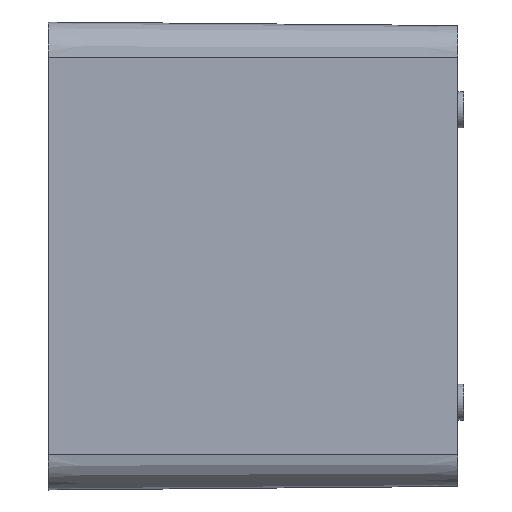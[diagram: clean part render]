
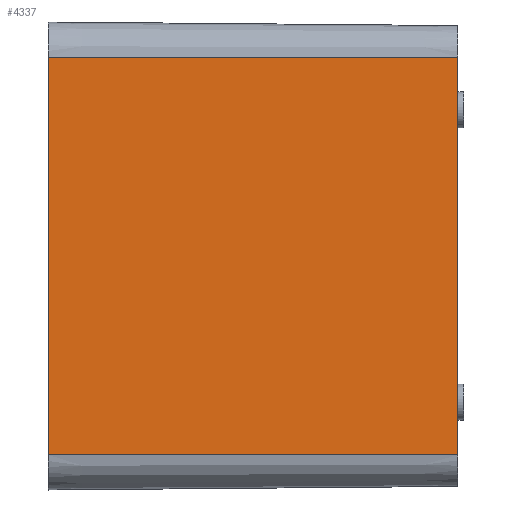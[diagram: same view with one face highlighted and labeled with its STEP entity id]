
A CAD part, left-side view. The second image highlights one B-rep face of the part: STEP entity #4337.
In plain terms, the highlighted planar face has unit normal (-1, -0.009, 0).
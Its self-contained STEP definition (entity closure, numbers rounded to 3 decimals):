
#422 = EDGE_CURVE ( 'NONE', #2198, #4181, #2234, .T. ) ;
#451 = LINE ( 'NONE', #3495, #2196 ) ;
#740 = VECTOR ( 'NONE', #2540, 1000. ) ;
#908 = VECTOR ( 'NONE', #2245, 1000. ) ;
#927 = DIRECTION ( 'NONE',  ( 0., 0., 1. ) ) ;
#1059 = PLANE ( 'NONE',  #6063 ) ;
#1268 = ORIENTED_EDGE ( 'NONE', *, *, #3228, .F. ) ;
#1479 = VECTOR ( 'NONE', #927, 1000. ) ;
#1523 = DIRECTION ( 'NONE',  ( 0.009, -1., 0. ) ) ;
#1800 = ORIENTED_EDGE ( 'NONE', *, *, #3532, .T. ) ;
#1802 = CARTESIAN_POINT ( 'NONE',  ( -59.389, -70., 34. ) ) ;
#1859 = VERTEX_POINT ( 'NONE', #3633 ) ;
#1886 = CARTESIAN_POINT ( 'NONE',  ( -60., 0., 34. ) ) ;
#2196 = VECTOR ( 'NONE', #5545, 1000. ) ;
#2198 = VERTEX_POINT ( 'NONE', #2319 ) ;
#2214 = FACE_OUTER_BOUND ( 'NONE', #4897, .T. ) ;
#2234 = LINE ( 'NONE', #5986, #908 ) ;
#2245 = DIRECTION ( 'NONE',  ( -0.009, 1., 0. ) ) ;
#2319 = CARTESIAN_POINT ( 'NONE',  ( -59.389, -70., -34. ) ) ;
#2540 = DIRECTION ( 'NONE',  ( -0.009, 1., 0. ) ) ;
#2737 = ORIENTED_EDGE ( 'NONE', *, *, #5640, .T. ) ;
#3228 = EDGE_CURVE ( 'NONE', #4181, #1859, #5966, .T. ) ;
#3495 = CARTESIAN_POINT ( 'NONE',  ( -59.389, -70., -34. ) ) ;
#3532 = EDGE_CURVE ( 'NONE', #5683, #1859, #4829, .T. ) ;
#3633 = CARTESIAN_POINT ( 'NONE',  ( -60., 0., 34. ) ) ;
#4002 = CARTESIAN_POINT ( 'NONE',  ( -60., 0., 34. ) ) ;
#4181 = VERTEX_POINT ( 'NONE', #4227 ) ;
#4227 = CARTESIAN_POINT ( 'NONE',  ( -60., 0., -34. ) ) ;
#4333 = DIRECTION ( 'NONE',  ( -1., -0.009, 0. ) ) ;
#4337 = ADVANCED_FACE ( 'NONE', ( #2214 ), #1059, .T. ) ;
#4829 = LINE ( 'NONE', #4002, #740 ) ;
#4897 = EDGE_LOOP ( 'NONE', ( #1268, #5808, #2737, #1800 ) ) ;
#5545 = DIRECTION ( 'NONE',  ( 0., 0., 1. ) ) ;
#5640 = EDGE_CURVE ( 'NONE', #2198, #5683, #451, .T. ) ;
#5683 = VERTEX_POINT ( 'NONE', #1802 ) ;
#5760 = CARTESIAN_POINT ( 'NONE',  ( -60., 0., 34. ) ) ;
#5808 = ORIENTED_EDGE ( 'NONE', *, *, #422, .F. ) ;
#5966 = LINE ( 'NONE', #1886, #1479 ) ;
#5986 = CARTESIAN_POINT ( 'NONE',  ( -60., 0., -34. ) ) ;
#6063 = AXIS2_PLACEMENT_3D ( 'NONE', #5760, #4333, #1523 ) ;
